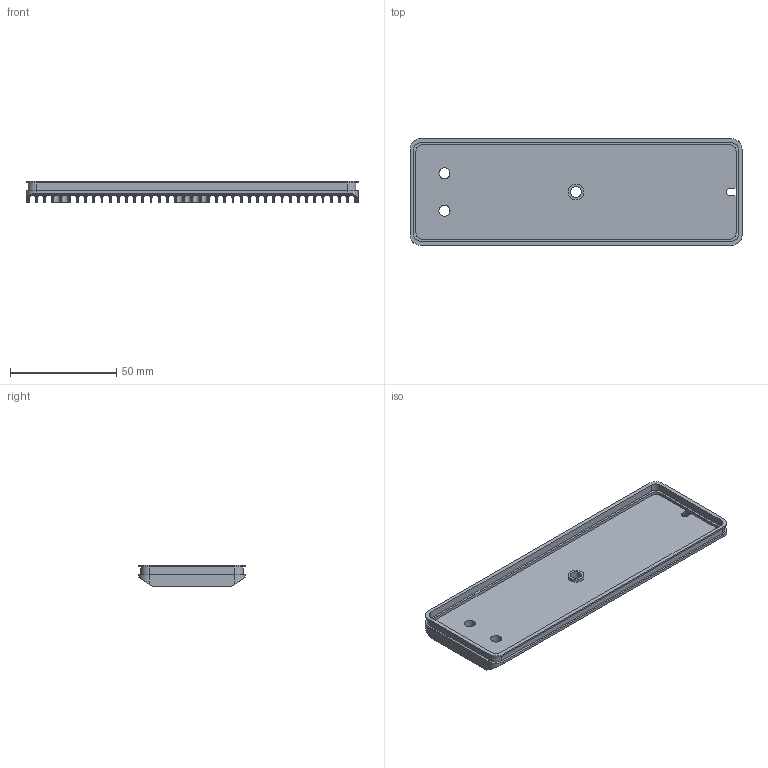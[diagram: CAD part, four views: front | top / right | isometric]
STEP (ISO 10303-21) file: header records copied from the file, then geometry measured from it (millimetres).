
FILE_DESCRIPTION(/* description */ (''),/* implementation_level */ '2;1');
FILE_NAME(/* name */ '156x50x10 V7 alu pcb V1.stp',/* time_stamp */ '2015-12-02T19:38:59+02:00',/* author */ ('T420'),/* organization */ (''),/* preprocessor_version */ 'ST-DEVELOPER v15.2',/* originating_system */ 'Autodesk Inventor 2014',/* authorisation */ '');
FILE_SCHEMA (('AUTOMOTIVE_DESIGN { 1 0 10303 214 3 1 1 }'));
Length unit declared in the file: millimetre
Products named in the file (1): 156x50x10 V7 alu pcb V1
Bounding box: 156 x 50 x 10 mm (x, y, z)
Volume: 13318.6 mm3; surface area: 34575.6 mm2
Topology: 1 solids, 1 shells, 824 faces, 2277 edges, 1518 vertices
Faces by surface type: plane 699, cylinder 125
Full cylindrical faces by diameter (mm): 3 x1, 5.2 x3, 7.5 x1
Entity records: 25926 total; most frequent: CARTESIAN_POINT 4605, ORIENTED_EDGE 4534, DIRECTION 4168, EDGE_CURVE 2267, LINE 2016, VECTOR 2016, VERTEX_POINT 1513, AXIS2_PLACEMENT_3D 1076
